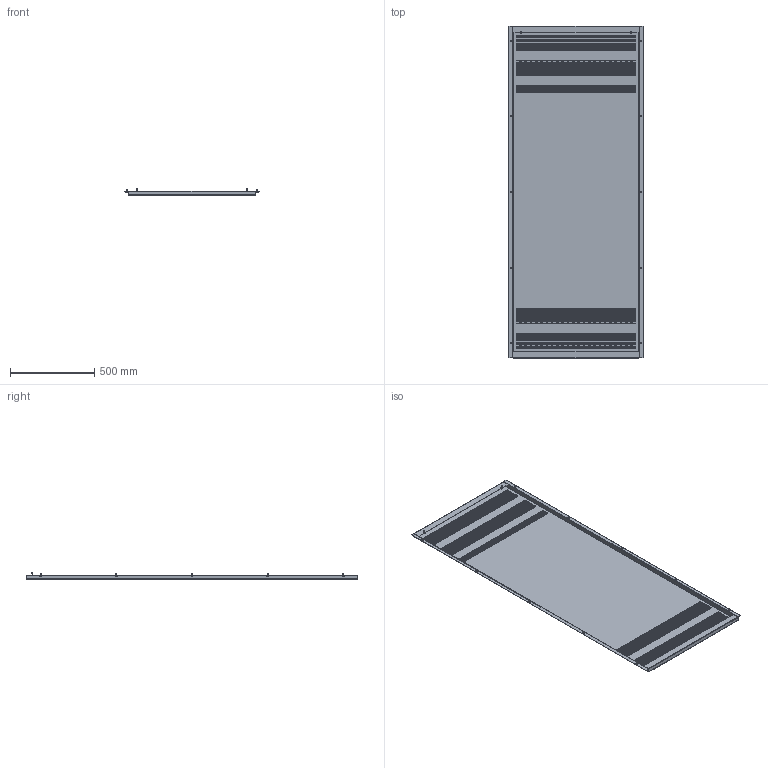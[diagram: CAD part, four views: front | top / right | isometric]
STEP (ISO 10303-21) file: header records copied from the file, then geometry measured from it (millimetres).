
FILE_DESCRIPTION(('STEP AP214'),'1');
FILE_NAME('cctmp_EB640B3F-AC67-49B6-93F9-9C539A93068B_2024_11_27_11_30_50_0753..stp','2024-11-27T10:30:57',('SIEMENS A&D'),('CADClick - www.CADClick.com'),'Spatial InterOp 3D',' ','unknown authorization');
FILE_SCHEMA(('AUTOMOTIVE_DESIGN'));
Length unit declared in the file: millimetre
Products named in the file (1): 2024_11_27_11_30_50_0374
Bounding box: 797 x 1973 x 38 mm (x, y, z)
Volume: 2200626.2 mm3; surface area: 3761191.2 mm2
Topology: 1 solids, 1 shells, 12980 faces, 41342 edges, 25842 vertices
Faces by surface type: plane 12852, cylinder 80, cone 48
Entity records: 554186 total; most frequent: ORIENTED_EDGE 82684, CARTESIAN_POINT 80165, DIRECTION 67520, EDGE_CURVE 41342, LINE 41126, VECTOR 41126, VERTEX_POINT 25842, EDGE_LOOP 15570
